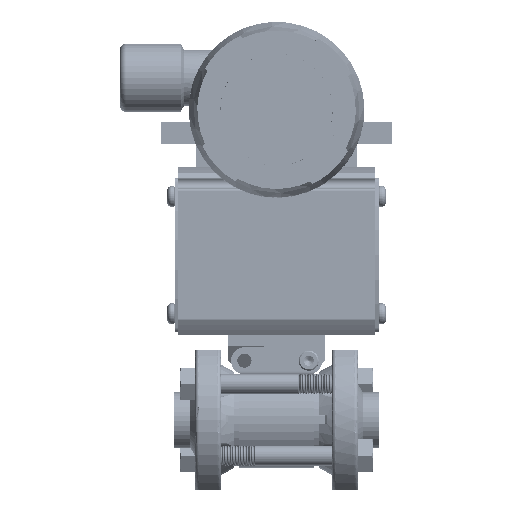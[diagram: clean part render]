
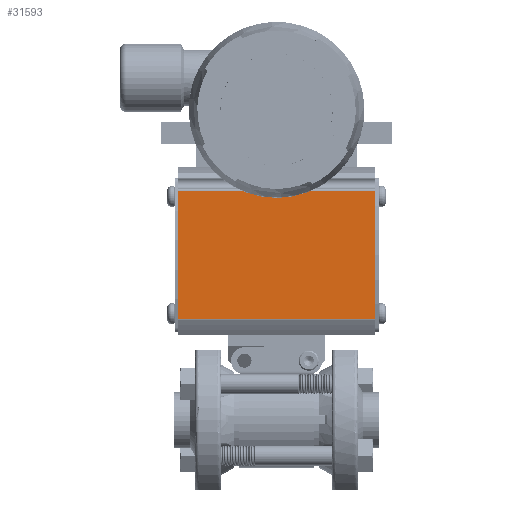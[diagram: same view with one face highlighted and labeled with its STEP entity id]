
A CAD part, top view. The second image highlights one B-rep face of the part: STEP entity #31593.
In plain terms, the highlighted planar face has unit normal (0, 0, 1).
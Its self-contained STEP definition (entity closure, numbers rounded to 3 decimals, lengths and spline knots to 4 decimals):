
#2822 = VECTOR ( 'NONE', #54384, 39.3701 ) ;
#9110 = LINE ( 'NONE', #29557, #144850 ) ;
#11968 = EDGE_CURVE ( 'NONE', #107632, #54207, #30497, .T. ) ;
#29535 = CARTESIAN_POINT ( 'NONE',  ( -1.5275, 3.5621, 1.17 ) ) ;
#29557 = CARTESIAN_POINT ( 'NONE',  ( -1.5275, 3.5694, 1.17 ) ) ;
#30497 = LINE ( 'NONE', #139180, #77608 ) ;
#31593 = ADVANCED_FACE ( 'NONE', ( #164678 ), #193514, .F. ) ;
#37483 = EDGE_CURVE ( 'NONE', #37739, #54207, #196699, .T. ) ;
#37739 = VERTEX_POINT ( 'NONE', #115446 ) ;
#52704 = DIRECTION ( 'NONE',  ( 0., -1., 0. ) ) ;
#53822 = DIRECTION ( 'NONE',  ( -1., 0., 0. ) ) ;
#54207 = VERTEX_POINT ( 'NONE', #76187 ) ;
#54384 = DIRECTION ( 'NONE',  ( 0., -1., 0. ) ) ;
#59495 = EDGE_CURVE ( 'NONE', #37739, #179264, #156910, .T. ) ;
#62820 = VECTOR ( 'NONE', #53822, 39.3701 ) ;
#76187 = CARTESIAN_POINT ( 'NONE',  ( 1.5275, 1.5679, 1.17 ) ) ;
#77608 = VECTOR ( 'NONE', #122940, 39.3701 ) ;
#84484 = CARTESIAN_POINT ( 'NONE',  ( -1.5275, 1.5679, 1.17 ) ) ;
#93836 = AXIS2_PLACEMENT_3D ( 'NONE', #123052, #158633, #52704 ) ;
#102805 = EDGE_LOOP ( 'NONE', ( #148328, #128505, #185667, #227038 ) ) ;
#107632 = VERTEX_POINT ( 'NONE', #84484 ) ;
#115446 = CARTESIAN_POINT ( 'NONE',  ( 1.5275, 3.5621, 1.17 ) ) ;
#122940 = DIRECTION ( 'NONE',  ( 1., 0., 0. ) ) ;
#123052 = CARTESIAN_POINT ( 'NONE',  ( -5.0403, 3.5694, 1.17 ) ) ;
#124675 = CARTESIAN_POINT ( 'NONE',  ( 1.5275, 3.5694, 1.17 ) ) ;
#128505 = ORIENTED_EDGE ( 'NONE', *, *, #59495, .T. ) ;
#139180 = CARTESIAN_POINT ( 'NONE',  ( -5.0403, 1.5679, 1.17 ) ) ;
#141927 = CARTESIAN_POINT ( 'NONE',  ( -5.0403, 3.5621, 1.17 ) ) ;
#144850 = VECTOR ( 'NONE', #205982, 39.3701 ) ;
#148328 = ORIENTED_EDGE ( 'NONE', *, *, #37483, .F. ) ;
#156910 = LINE ( 'NONE', #141927, #62820 ) ;
#158633 = DIRECTION ( 'NONE',  ( 0., 0., -1. ) ) ;
#164678 = FACE_OUTER_BOUND ( 'NONE', #102805, .T. ) ;
#179264 = VERTEX_POINT ( 'NONE', #29535 ) ;
#185667 = ORIENTED_EDGE ( 'NONE', *, *, #202090, .F. ) ;
#193514 = PLANE ( 'NONE',  #93836 ) ;
#196699 = LINE ( 'NONE', #124675, #2822 ) ;
#202090 = EDGE_CURVE ( 'NONE', #107632, #179264, #9110, .T. ) ;
#205982 = DIRECTION ( 'NONE',  ( 0., 1., 0. ) ) ;
#227038 = ORIENTED_EDGE ( 'NONE', *, *, #11968, .T. ) ;
